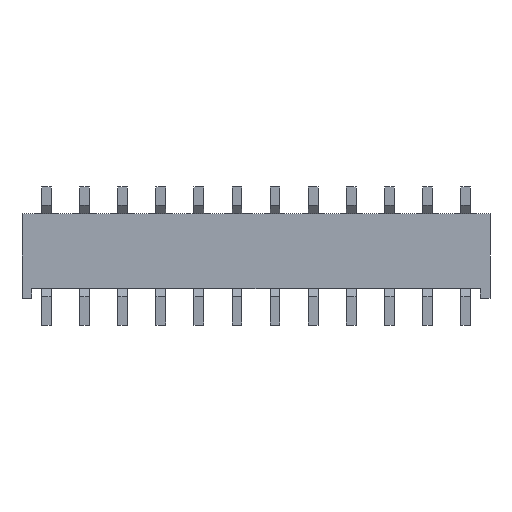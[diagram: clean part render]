
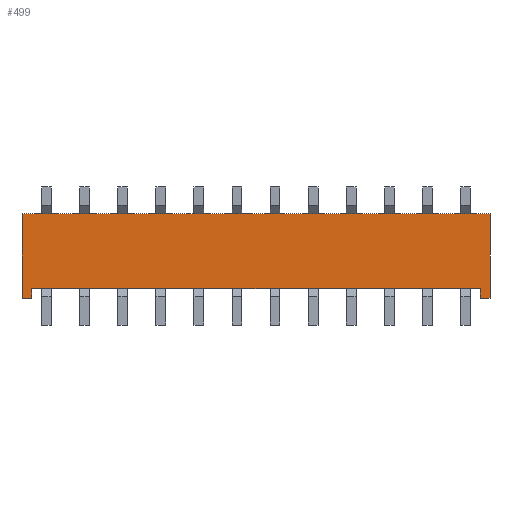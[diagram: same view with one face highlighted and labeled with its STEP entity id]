
A CAD part, front view. The second image highlights one B-rep face of the part: STEP entity #499.
In plain terms, the highlighted planar face has unit normal (0, -1, 0).
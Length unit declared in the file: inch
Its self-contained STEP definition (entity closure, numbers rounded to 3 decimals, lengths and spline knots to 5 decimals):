
#499=ADVANCED_FACE( '', ( #925 ), #926, .F. );
#736=DIRECTION( '', ( 0., 0., 1. ) );
#737=DIRECTION( '', ( 1., 0., 0. ) );
#925=FACE_OUTER_BOUND( '', #1462, .T. );
#926=PLANE( '', #1463 );
#1462=EDGE_LOOP( '', ( #2548, #2549, #2550, #2551, #2552, #2553, #2554, #2555 ) );
#1463=AXIS2_PLACEMENT_3D( '', #2556, #2196, #736 );
#1821=DIRECTION( '', ( 0., 0., -1. ) );
#1874=DIRECTION( '', ( -1., 0., 0. ) );
#2196=DIRECTION( '', ( 0., 1., 0. ) );
#2548=ORIENTED_EDGE( '', *, *, #4473, .F. );
#2549=ORIENTED_EDGE( '', *, *, #4474, .T. );
#2550=ORIENTED_EDGE( '', *, *, #4475, .F. );
#2551=ORIENTED_EDGE( '', *, *, #4430, .F. );
#2552=ORIENTED_EDGE( '', *, *, #4476, .F. );
#2553=ORIENTED_EDGE( '', *, *, #4477, .F. );
#2554=ORIENTED_EDGE( '', *, *, #4478, .F. );
#2555=ORIENTED_EDGE( '', *, *, #4269, .F. );
#2556=CARTESIAN_POINT( '', ( 0., 0., 0. ) );
#4269=EDGE_CURVE( '', #5429, #5424, #5431, .T. );
#4430=EDGE_CURVE( '', #5687, #5689, #5690, .T. );
#4473=EDGE_CURVE( '', #5749, #5429, #5750, .T. );
#4474=EDGE_CURVE( '', #5749, #5751, #5752, .T. );
#4475=EDGE_CURVE( '', #5689, #5751, #5753, .T. );
#4476=EDGE_CURVE( '', #5754, #5687, #5755, .T. );
#4477=EDGE_CURVE( '', #5756, #5754, #5757, .T. );
#4478=EDGE_CURVE( '', #5424, #5756, #5753, .T. );
#5424=VERTEX_POINT( '', #6533 );
#5429=VERTEX_POINT( '', #6537 );
#5431=LINE( '', #6537, #6232 );
#5687=VERTEX_POINT( '', #6670 );
#5689=VERTEX_POINT( '', #6671 );
#5690=LINE( '', #6670, #6232 );
#5749=VERTEX_POINT( '', #6696 );
#5750=LINE( '', #6696, #6257 );
#5751=VERTEX_POINT( '', #6549 );
#5752=LINE( '', #6696, #6232 );
#5753=LINE( '', #6671, #6289 );
#5754=VERTEX_POINT( '', #6697 );
#5755=LINE( '', #6697, #6301 );
#5756=VERTEX_POINT( '', #6698 );
#5757=LINE( '', #6698, #6227 );
#6227=VECTOR( '', #736, 39.37008 );
#6232=VECTOR( '', #1821, 39.37008 );
#6257=VECTOR( '', #6909, 39.37008 );
#6289=VECTOR( '', #1874, 39.37008 );
#6301=VECTOR( '', #737, 39.37008 );
#6533=CARTESIAN_POINT( '', ( -0.4632, 0., -0.175 ) );
#6537=CARTESIAN_POINT( '', ( -0.4632, 0., -0.155 ) );
#6549=CARTESIAN_POINT( '', ( 0.4632, 0., -0.175 ) );
#6670=CARTESIAN_POINT( '', ( 0.4832, 0., 0. ) );
#6671=CARTESIAN_POINT( '', ( 0.4832, 0., -0.175 ) );
#6696=CARTESIAN_POINT( '', ( 0.4632, 0., -0.155 ) );
#6697=CARTESIAN_POINT( '', ( -0.4832, 0., 0. ) );
#6698=CARTESIAN_POINT( '', ( -0.4832, 0., -0.175 ) );
#6909=DIRECTION( '', ( -1., 0., 0. ) );
